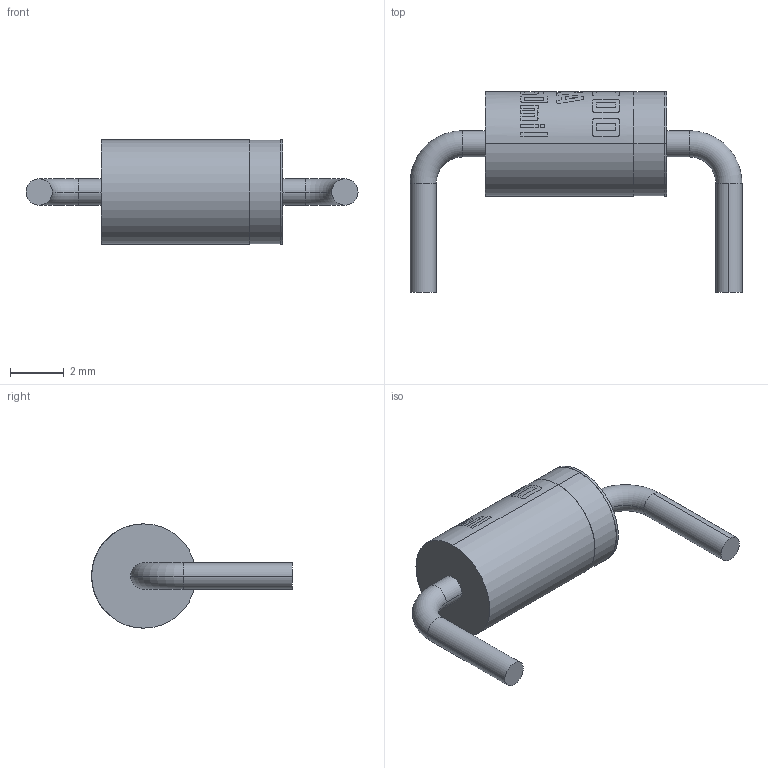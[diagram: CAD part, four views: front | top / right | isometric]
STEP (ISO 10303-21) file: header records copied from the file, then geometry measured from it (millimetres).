
FILE_DESCRIPTION (( 'STEP AP214' ), '1' );
FILE_NAME ('D2A_Min_450mil_rev1.0.STEP', '2023-03-16T20:06:41', ( '' ), ( '' ), 'SwSTEP 2.0', 'SolidWorks 2020', '' );
FILE_SCHEMA (( 'AUTOMOTIVE_DESIGN' ));
Length unit declared in the file: millimetre
Products named in the file (1): D2A_Min_450mil_rev1.0
Bounding box: 12.41 x 7.5 x 3.9 mm (x, y, z)
Volume: 92 mm3; surface area: 151.9 mm2
Topology: 1 solids, 1 shells, 54 faces, 277 edges, 259 vertices
Faces by surface type: cylinder 44, plane 6, torus 4
Entity records: 4084 total; most frequent: CARTESIAN_POINT 1117, ORIENTED_EDGE 554, DIRECTION 428, EDGE_CURVE 277, VERTEX_POINT 259, AXIS2_PLACEMENT_3D 172, CIRCLE 117, EDGE_LOOP 88
